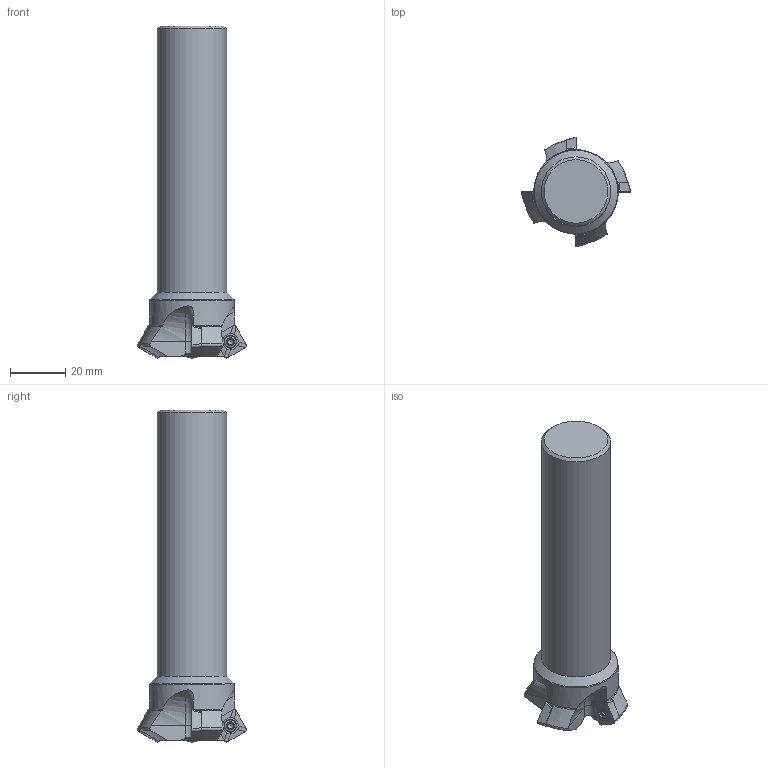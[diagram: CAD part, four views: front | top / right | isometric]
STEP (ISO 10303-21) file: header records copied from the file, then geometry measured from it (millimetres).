
FILE_DESCRIPTION(/* description */ (''),/* implementation_level */ '2;1');
FILE_NAME(/* name */ '1562060862277.stp',/* time_stamp */ '2019-07-02T15:17:58+06:00',/* author */ (''),/* organization */ ('SMS'),/* preprocessor_version */ 'ST-DEVELOPER v15',/* originating_system */ 'SIEMENS PLM Software NX 8.5',/* authorisation */ '');
FILE_SCHEMA (('AUTOMOTIVE_DESIGN { 1 0 10303 214 3 1 1 1 }'));
Length unit declared in the file: millimetre
Products named in the file (4): ASSEMBLY_CONSTRUCTION; 202410841mod000_00; 202441914mod000_00; 202441961mod000_00
Assembly tree (6 placements, depth 2):
  202441961mod000_00
    202441914mod000_00
    202410841mod000_00  x4
    ASSEMBLY_CONSTRUCTION
Bounding box: 39.49 x 39.49 x 120 mm (x, y, z)
Volume: 60677.9 mm3; surface area: 12680.4 mm2
Topology: 5 solids, 5 shells, 308 faces, 838 edges, 561 vertices
Faces by surface type: plane 111, bspline 60, cone 42, extrusion 40, torus 36, cylinder 16, sphere 3
Full cylindrical faces by diameter (mm): 2.7 x3, 3.4 x4, 4.2 x3, 24.994 x1, 30.457 x1
Entity records: 11776 total; most frequent: CARTESIAN_POINT 5983, ORIENTED_EDGE 1240, DIRECTION 1008, EDGE_CURVE 620, VERTEX_POINT 415, AXIS2_PLACEMENT_3D 414, B_SPLINE_CURVE_WITH_KNOTS 303, EDGE_LOOP 274
